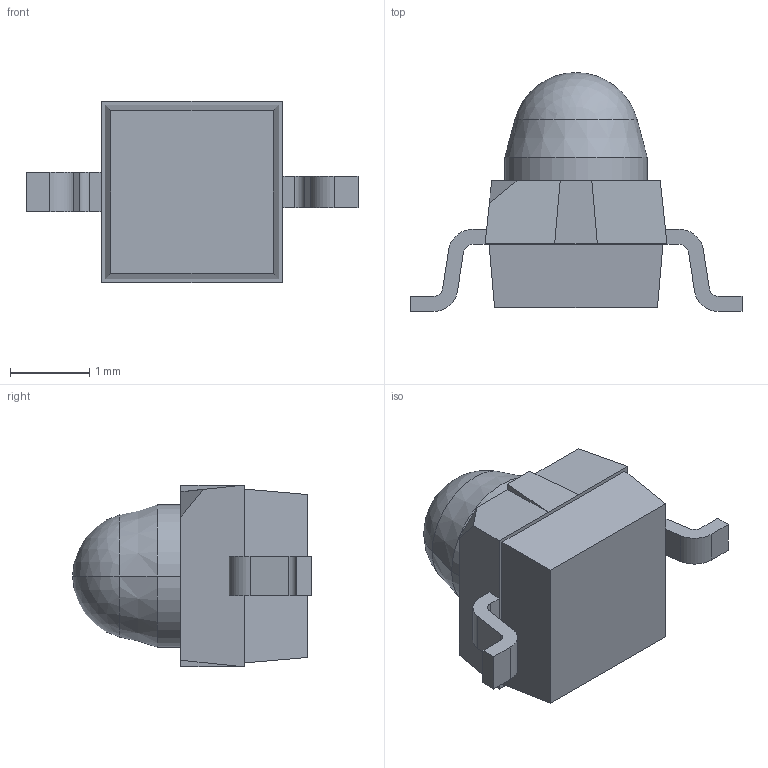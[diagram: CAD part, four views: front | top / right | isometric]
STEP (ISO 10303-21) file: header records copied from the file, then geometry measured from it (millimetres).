
FILE_DESCRIPTION (( 'STEP AP214' ), '1' );
FILE_NAME ('VSMB294008G.STEP', '2023-01-31T06:45:54', ( '' ), ( '' ), 'SwSTEP 2.0', 'SolidWorks 2017', '' );
FILE_SCHEMA (( 'AUTOMOTIVE_DESIGN' ));
Length unit declared in the file: millimetre
Products named in the file (1): VSMB294008G
Bounding box: 4.2 x 3.02 x 2.3 mm (x, y, z)
Volume: 10.3 mm3; surface area: 37.5 mm2
Topology: 4 solids, 4 shells, 55 faces, 131 edges, 85 vertices
Faces by surface type: plane 41, cylinder 10, cone 2, sphere 2
Entity records: 1634 total; most frequent: CARTESIAN_POINT 272, DIRECTION 267, ORIENTED_EDGE 262, EDGE_CURVE 131, VECTOR 107, LINE 107, VERTEX_POINT 85, AXIS2_PLACEMENT_3D 80
